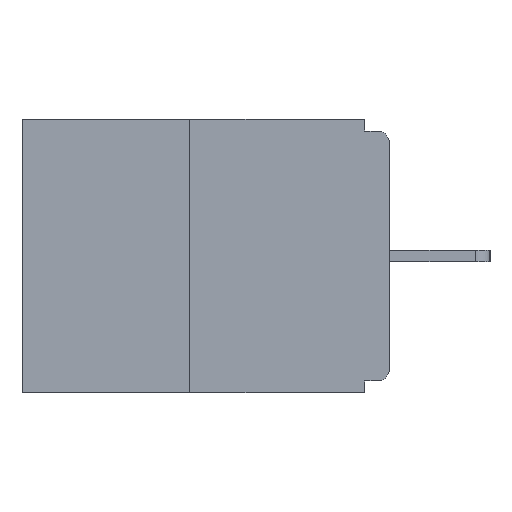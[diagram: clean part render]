
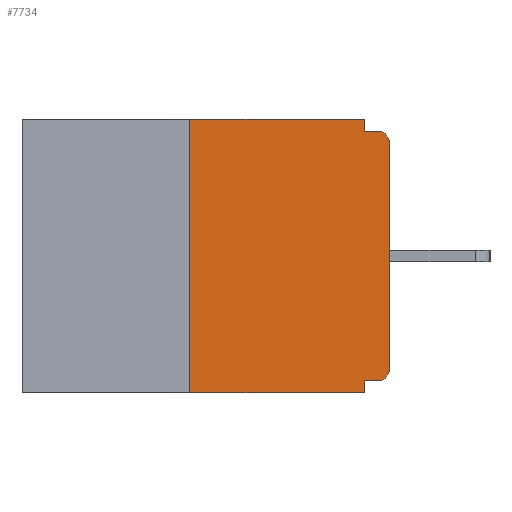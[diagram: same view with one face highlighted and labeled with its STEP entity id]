
A CAD part, left-side view. The second image highlights one B-rep face of the part: STEP entity #7734.
In plain terms, the highlighted planar face has unit normal (-1, 0, 0).
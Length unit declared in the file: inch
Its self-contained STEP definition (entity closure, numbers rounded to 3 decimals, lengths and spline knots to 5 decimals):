
#17 = EDGE_CURVE ( 'NONE', #6271, #9388, #8316, .T. ) ;
#504 = CARTESIAN_POINT ( 'NONE',  ( 0., 0.46, 0. ) ) ;
#526 = CARTESIAN_POINT ( 'NONE',  ( 0., 0.031, 0. ) ) ;
#781 = EDGE_CURVE ( 'NONE', #6320, #8846, #872, .T. ) ;
#872 = LINE ( 'NONE', #5772, #14377 ) ;
#1291 = ORIENTED_EDGE ( 'NONE', *, *, #17, .F. ) ;
#1297 = VECTOR ( 'NONE', #6009, 39.37008 ) ;
#1402 = CARTESIAN_POINT ( 'NONE',  ( 0., 0.031, -0.015 ) ) ;
#1506 = CARTESIAN_POINT ( 'NONE',  ( 0., 0.46, -0.343 ) ) ;
#1812 = DIRECTION ( 'NONE',  ( -1., 0., 0. ) ) ;
#1974 = AXIS2_PLACEMENT_3D ( 'NONE', #4305, #9339, #14360 ) ;
#2181 = LINE ( 'NONE', #3467, #1297 ) ;
#2790 = CARTESIAN_POINT ( 'NONE',  ( 0., 0.015, -0.313 ) ) ;
#3026 = DIRECTION ( 'NONE',  ( 0., 0., -1. ) ) ;
#3185 = ORIENTED_EDGE ( 'NONE', *, *, #781, .F. ) ;
#3198 = VERTEX_POINT ( 'NONE', #4080 ) ;
#3467 = CARTESIAN_POINT ( 'NONE',  ( 0., 0., -0.015 ) ) ;
#3541 = LINE ( 'NONE', #4932, #15503 ) ;
#3719 = AXIS2_PLACEMENT_3D ( 'NONE', #2790, #1812, #3026 ) ;
#3886 = CARTESIAN_POINT ( 'NONE',  ( 0., 0., -0.313 ) ) ;
#4003 = CARTESIAN_POINT ( 'NONE',  ( 0., 0.25, -0.343 ) ) ;
#4080 = CARTESIAN_POINT ( 'NONE',  ( 0., 0.015, -0.015 ) ) ;
#4305 = CARTESIAN_POINT ( 'NONE',  ( 0., 0.015, -0.03 ) ) ;
#4441 = LINE ( 'NONE', #4589, #5705 ) ;
#4589 = CARTESIAN_POINT ( 'NONE',  ( 0., 0., 0. ) ) ;
#4932 = CARTESIAN_POINT ( 'NONE',  ( 0., 0., -0.328 ) ) ;
#4953 = DIRECTION ( 'NONE',  ( 1., 0., 0. ) ) ;
#5498 = DIRECTION ( 'NONE',  ( 0., 0., -1. ) ) ;
#5705 = VECTOR ( 'NONE', #14574, 39.37008 ) ;
#5772 = CARTESIAN_POINT ( 'NONE',  ( 0., 0.031, -0.343 ) ) ;
#5882 = CIRCLE ( 'NONE', #1974, 0.015 ) ;
#6009 = DIRECTION ( 'NONE',  ( 0., -1., 0. ) ) ;
#6040 = LINE ( 'NONE', #11068, #13901 ) ;
#6068 = VECTOR ( 'NONE', #11349, 39.37008 ) ;
#6094 = CARTESIAN_POINT ( 'NONE',  ( 0., 0.25, 0. ) ) ;
#6271 = VERTEX_POINT ( 'NONE', #6094 ) ;
#6320 = VERTEX_POINT ( 'NONE', #15150 ) ;
#6349 = CIRCLE ( 'NONE', #3719, 0.015 ) ;
#7220 = EDGE_LOOP ( 'NONE', ( #1291, #13597, #13926, #3185, #7717, #7769, #14481, #9444, #10486, #7400 ) ) ;
#7400 = ORIENTED_EDGE ( 'NONE', *, *, #13091, .F. ) ;
#7547 = CARTESIAN_POINT ( 'NONE',  ( 0., 0.015, -0.328 ) ) ;
#7665 = LINE ( 'NONE', #1506, #6068 ) ;
#7717 = ORIENTED_EDGE ( 'NONE', *, *, #14053, .F. ) ;
#7734 = ADVANCED_FACE ( 'NONE', ( #13514 ), #12970, .F. ) ;
#7769 = ORIENTED_EDGE ( 'NONE', *, *, #16204, .T. ) ;
#7891 = CARTESIAN_POINT ( 'NONE',  ( 0., 0.031, -0.343 ) ) ;
#8126 = EDGE_CURVE ( 'NONE', #12546, #14530, #4441, .T. ) ;
#8316 = LINE ( 'NONE', #9701, #13051 ) ;
#8401 = DIRECTION ( 'NONE',  ( 0., -1., 0. ) ) ;
#8846 = VERTEX_POINT ( 'NONE', #7891 ) ;
#9339 = DIRECTION ( 'NONE',  ( -1., 0., 0. ) ) ;
#9363 = EDGE_CURVE ( 'NONE', #14530, #3198, #5882, .T. ) ;
#9388 = VERTEX_POINT ( 'NONE', #12955 ) ;
#9444 = ORIENTED_EDGE ( 'NONE', *, *, #9363, .T. ) ;
#9701 = CARTESIAN_POINT ( 'NONE',  ( 0., 0.46, 0. ) ) ;
#9829 = DIRECTION ( 'NONE',  ( 0., 0., 1. ) ) ;
#10486 = ORIENTED_EDGE ( 'NONE', *, *, #11285, .F. ) ;
#10529 = VERTEX_POINT ( 'NONE', #1402 ) ;
#10958 = AXIS2_PLACEMENT_3D ( 'NONE', #504, #4953, #13929 ) ;
#11068 = CARTESIAN_POINT ( 'NONE',  ( 0., 0.25, 0. ) ) ;
#11285 = EDGE_CURVE ( 'NONE', #10529, #3198, #2181, .T. ) ;
#11349 = DIRECTION ( 'NONE',  ( 0., -1., 0. ) ) ;
#11799 = CARTESIAN_POINT ( 'NONE',  ( 0., 0., -0.03 ) ) ;
#11973 = LINE ( 'NONE', #526, #14716 ) ;
#12088 = DIRECTION ( 'NONE',  ( 0., 0., -1. ) ) ;
#12116 = EDGE_CURVE ( 'NONE', #13299, #6271, #6040, .T. ) ;
#12546 = VERTEX_POINT ( 'NONE', #3886 ) ;
#12955 = CARTESIAN_POINT ( 'NONE',  ( 0., 0.031, 0. ) ) ;
#12970 = PLANE ( 'NONE',  #10958 ) ;
#13051 = VECTOR ( 'NONE', #8401, 39.37008 ) ;
#13091 = EDGE_CURVE ( 'NONE', #9388, #10529, #11973, .T. ) ;
#13299 = VERTEX_POINT ( 'NONE', #4003 ) ;
#13514 = FACE_OUTER_BOUND ( 'NONE', #7220, .T. ) ;
#13597 = ORIENTED_EDGE ( 'NONE', *, *, #12116, .F. ) ;
#13745 = DIRECTION ( 'NONE',  ( 0., 1., 0. ) ) ;
#13901 = VECTOR ( 'NONE', #9829, 39.37008 ) ;
#13926 = ORIENTED_EDGE ( 'NONE', *, *, #15671, .T. ) ;
#13929 = DIRECTION ( 'NONE',  ( 0., 0., -1. ) ) ;
#14053 = EDGE_CURVE ( 'NONE', #14886, #6320, #3541, .T. ) ;
#14360 = DIRECTION ( 'NONE',  ( 0., 0., -1. ) ) ;
#14377 = VECTOR ( 'NONE', #12088, 39.37008 ) ;
#14481 = ORIENTED_EDGE ( 'NONE', *, *, #8126, .T. ) ;
#14530 = VERTEX_POINT ( 'NONE', #11799 ) ;
#14574 = DIRECTION ( 'NONE',  ( 0., 0., 1. ) ) ;
#14716 = VECTOR ( 'NONE', #5498, 39.37008 ) ;
#14886 = VERTEX_POINT ( 'NONE', #7547 ) ;
#15150 = CARTESIAN_POINT ( 'NONE',  ( 0., 0.031, -0.328 ) ) ;
#15503 = VECTOR ( 'NONE', #13745, 39.37008 ) ;
#15671 = EDGE_CURVE ( 'NONE', #13299, #8846, #7665, .T. ) ;
#16204 = EDGE_CURVE ( 'NONE', #14886, #12546, #6349, .T. ) ;
